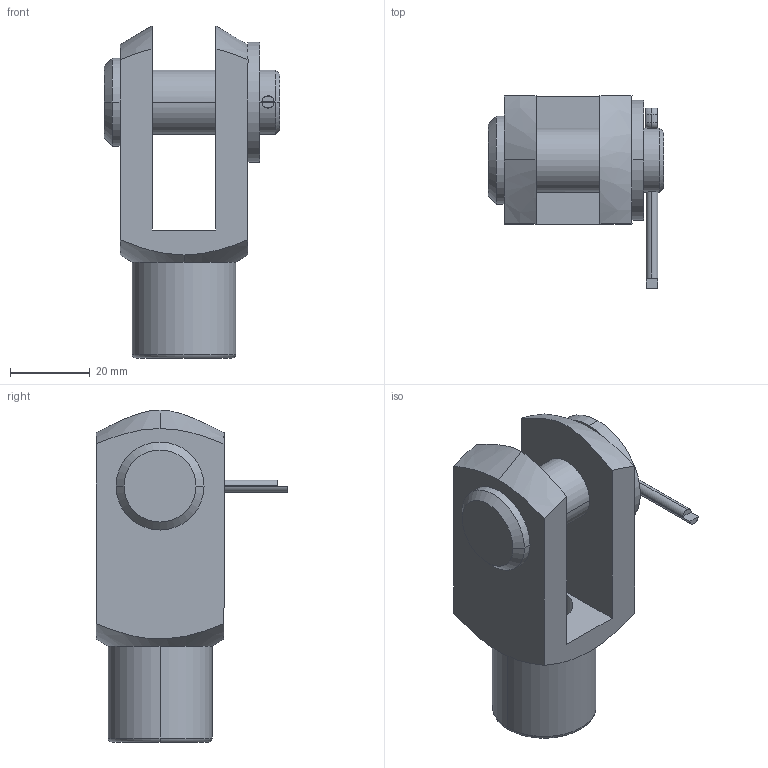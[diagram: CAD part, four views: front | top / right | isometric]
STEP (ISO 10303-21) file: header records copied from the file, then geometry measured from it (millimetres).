
FILE_DESCRIPTION (( 'STEP AP214' ), '1' );
FILE_NAME ('RD001395_SP.STEP', '2020-05-12T12:55:08', ( '' ), ( '' ), 'SwSTEP 2.0', 'SolidWorks 2020', '' );
FILE_SCHEMA (( 'AUTOMOTIVE_DESIGN' ));
Length unit declared in the file: millimetre
Products named in the file (1): RD001395_SP
Bounding box: 44 x 48 x 83 mm (x, y, z)
Volume: 46691.5 mm3; surface area: 18437.5 mm2
Topology: 4 solids, 4 shells, 66 faces, 162 edges, 103 vertices
Faces by surface type: cylinder 27, plane 20, cone 11, torus 8
Entity records: 3098 total; most frequent: CARTESIAN_POINT 726, DIRECTION 337, ORIENTED_EDGE 324, EDGE_CURVE 162, AXIS2_PLACEMENT_3D 138, VERTEX_POINT 103, EDGE_LOOP 75, UNCERTAINTY_MEASURE_WITH_UNIT 72
